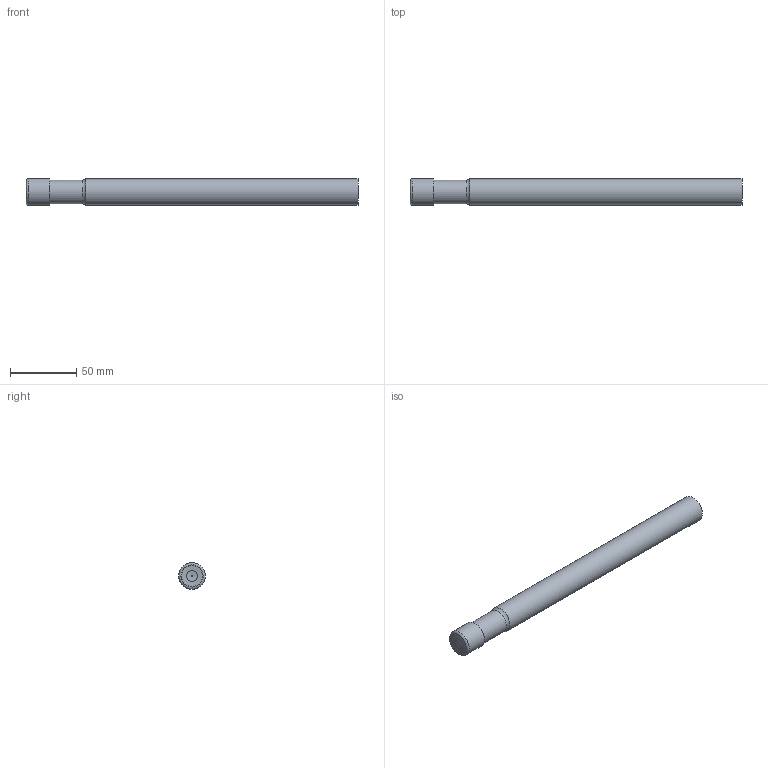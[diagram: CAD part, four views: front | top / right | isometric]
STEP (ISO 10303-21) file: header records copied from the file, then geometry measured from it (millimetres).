
FILE_DESCRIPTION(/* description */ (''),/* implementation_level */ '2;1');
FILE_NAME(/* name */ '20K2R045A20-SLC20-A-SIM.stp',/* time_stamp */ '2020-02-05T09:26:38+01:00',/* author */ (''),/* organization */ (''),/* preprocessor_version */ 'ST-DEVELOPER v16.7',/* originating_system */ 'SIEMENS PLM Software NX 12.0',/* authorisation */ '');
FILE_SCHEMA (('AUTOMOTIVE_DESIGN { 1 0 10303 214 3 1 1 1 }'));
Length unit declared in the file: millimetre
Products named in the file (1): hm1532102F367op1
Bounding box: 250 x 20.22 x 20.22 mm (x, y, z)
Volume: 81260.6 mm3; surface area: 17662.6 mm2
Topology: 2 solids, 2 shells, 12 faces, 22 edges, 14 vertices
Faces by surface type: plane 4, revolution 3, cylinder 3, torus 2
Full cylindrical faces by diameter (mm): 18 x1, 20 x1, 20.224 x1
Entity records: 273 total; most frequent: DIRECTION 47, CARTESIAN_POINT 36, AXIS2_PLACEMENT_3D 21, EDGE_LOOP 20, ORIENTED_EDGE 20, FACE_BOUND 16, ADVANCED_FACE 12, CIRCLE 11
